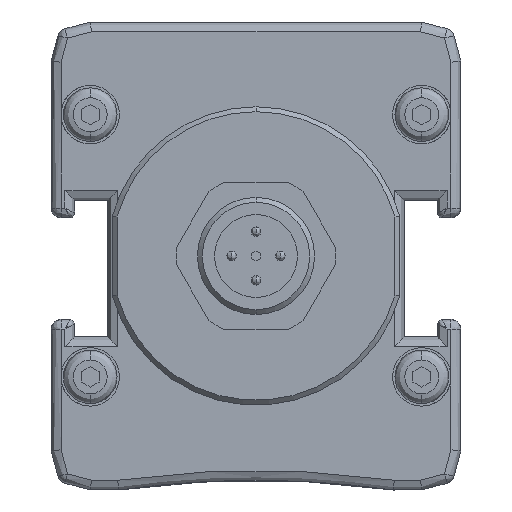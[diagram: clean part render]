
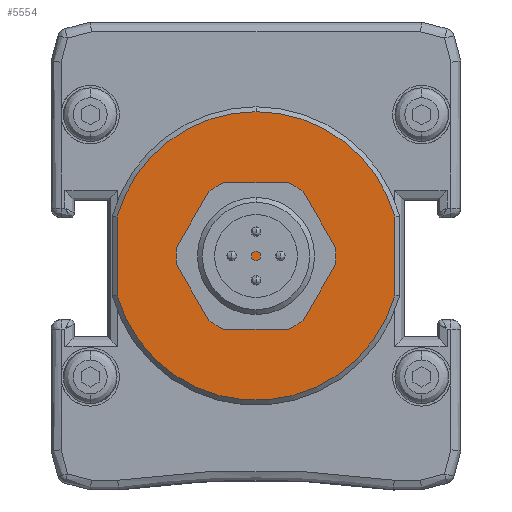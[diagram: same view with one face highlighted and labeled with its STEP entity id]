
A CAD part, front view. The second image highlights one B-rep face of the part: STEP entity #5554.
In plain terms, the highlighted planar face has unit normal (0, -1, 0).
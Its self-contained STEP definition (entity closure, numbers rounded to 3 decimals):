
#277 = CARTESIAN_POINT ( 'NONE',  ( 0., -700.5, 0. ) ) ;
#598 = DIRECTION ( 'NONE',  ( 0., -1., 0. ) ) ;
#1092 = EDGE_CURVE ( 'NONE', #7044, #10042, #8142, .T. ) ;
#1307 = DIRECTION ( 'NONE',  ( 0., 0., -1. ) ) ;
#1405 = PLANE ( 'NONE',  #12541 ) ;
#2140 = DIRECTION ( 'NONE',  ( 0., 0., -1. ) ) ;
#2341 = VECTOR ( 'NONE', #2140, 1000. ) ;
#2415 = DIRECTION ( 'NONE',  ( 0., 0., -1. ) ) ;
#2471 = FACE_OUTER_BOUND ( 'NONE', #9060, .T. ) ;
#2625 = AXIS2_PLACEMENT_3D ( 'NONE', #9777, #3623, #10805 ) ;
#2956 = DIRECTION ( 'NONE',  ( 0., 0., 1. ) ) ;
#2969 = VECTOR ( 'NONE', #2956, 1000. ) ;
#3623 = DIRECTION ( 'NONE',  ( 0., -1., 0. ) ) ;
#4418 = CIRCLE ( 'NONE', #2625, 14.8 ) ;
#4509 = VERTEX_POINT ( 'NONE', #12108 ) ;
#4803 = AXIS2_PLACEMENT_3D ( 'NONE', #6762, #598, #7778 ) ;
#5491 = EDGE_CURVE ( 'NONE', #9791, #4509, #8266, .T. ) ;
#5554 = ADVANCED_FACE ( 'NONE', ( #2471 ), #1405, .T. ) ;
#5731 = LINE ( 'NONE', #10138, #2969 ) ;
#6184 = EDGE_CURVE ( 'NONE', #6487, #9791, #5731, .T. ) ;
#6339 = AXIS2_PLACEMENT_3D ( 'NONE', #277, #7473, #1307 ) ;
#6487 = VERTEX_POINT ( 'NONE', #8164 ) ;
#6540 = CARTESIAN_POINT ( 'NONE',  ( 0., -700.5, 0. ) ) ;
#6677 = ORIENTED_EDGE ( 'NONE', *, *, #9709, .T. ) ;
#6762 = CARTESIAN_POINT ( 'NONE',  ( 0., -700.5, 0. ) ) ;
#6827 = CIRCLE ( 'NONE', #4803, 14.8 ) ;
#7044 = VERTEX_POINT ( 'NONE', #8817 ) ;
#7222 = ORIENTED_EDGE ( 'NONE', *, *, #5491, .T. ) ;
#7473 = DIRECTION ( 'NONE',  ( 0., -1., 0. ) ) ;
#7778 = DIRECTION ( 'NONE',  ( 0., 0., -1. ) ) ;
#8142 = LINE ( 'NONE', #10363, #2341 ) ;
#8164 = CARTESIAN_POINT ( 'NONE',  ( 14.25, -700.5, -3.997 ) ) ;
#8266 = CIRCLE ( 'NONE', #6339, 14.8 ) ;
#8817 = CARTESIAN_POINT ( 'NONE',  ( -14.25, -700.5, 3.997 ) ) ;
#9000 = ORIENTED_EDGE ( 'NONE', *, *, #6184, .T. ) ;
#9060 = EDGE_LOOP ( 'NONE', ( #9737, #11622, #9000, #7222, #6677 ) ) ;
#9709 = EDGE_CURVE ( 'NONE', #4509, #7044, #6827, .T. ) ;
#9737 = ORIENTED_EDGE ( 'NONE', *, *, #1092, .T. ) ;
#9777 = CARTESIAN_POINT ( 'NONE',  ( 0., -700.5, 0. ) ) ;
#9791 = VERTEX_POINT ( 'NONE', #11912 ) ;
#10042 = VERTEX_POINT ( 'NONE', #11379 ) ;
#10138 = CARTESIAN_POINT ( 'NONE',  ( 14.25, -700.5, 4.065 ) ) ;
#10278 = EDGE_CURVE ( 'NONE', #10042, #6487, #4418, .T. ) ;
#10363 = CARTESIAN_POINT ( 'NONE',  ( -14.25, -700.5, 0. ) ) ;
#10611 = DIRECTION ( 'NONE',  ( 0., -1., 0. ) ) ;
#10805 = DIRECTION ( 'NONE',  ( 0., 0., -1. ) ) ;
#11379 = CARTESIAN_POINT ( 'NONE',  ( -14.25, -700.5, -3.997 ) ) ;
#11622 = ORIENTED_EDGE ( 'NONE', *, *, #10278, .T. ) ;
#11912 = CARTESIAN_POINT ( 'NONE',  ( 14.25, -700.5, 3.997 ) ) ;
#12108 = CARTESIAN_POINT ( 'NONE',  ( 0., -700.5, 14.8 ) ) ;
#12541 = AXIS2_PLACEMENT_3D ( 'NONE', #6540, #10611, #2415 ) ;
